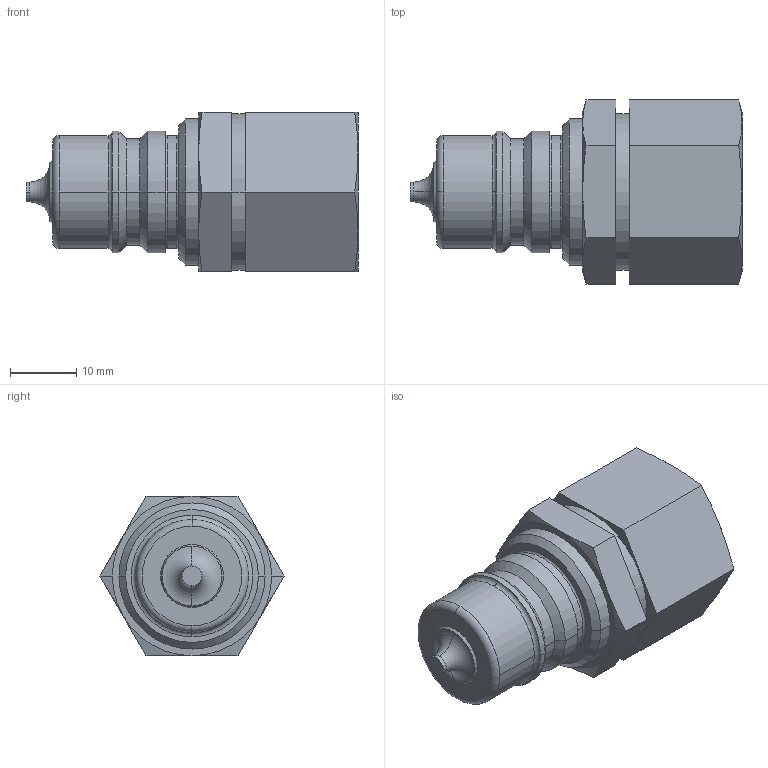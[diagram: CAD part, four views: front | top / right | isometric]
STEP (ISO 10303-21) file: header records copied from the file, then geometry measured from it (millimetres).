
FILE_DESCRIPTION( ( '' ), '1' );
FILE_NAME( '591213800.stp', '2012-08-13T14:01:17', ( '' ), ( '' ), ' ', ' ', ' ' );
FILE_SCHEMA( ( 'CONFIG_CONTROL_DESIGN' ) );
Length unit declared in the file: millimetre
Products named in the file (1): 1
Bounding box: 50 x 27.71 x 24 mm (x, y, z)
Volume: 14342.7 mm3; surface area: 5152.1 mm2
Topology: 1 solids, 1 shells, 79 faces, 181 edges, 111 vertices
Faces by surface type: cone 28, plane 21, cylinder 20, torus 10
Entity records: 2260 total; most frequent: CARTESIAN_POINT 420, DIRECTION 414, ORIENTED_EDGE 362, EDGE_CURVE 181, AXIS2_PLACEMENT_3D 177, VERTEX_POINT 111, CIRCLE 97, EDGE_LOOP 86
